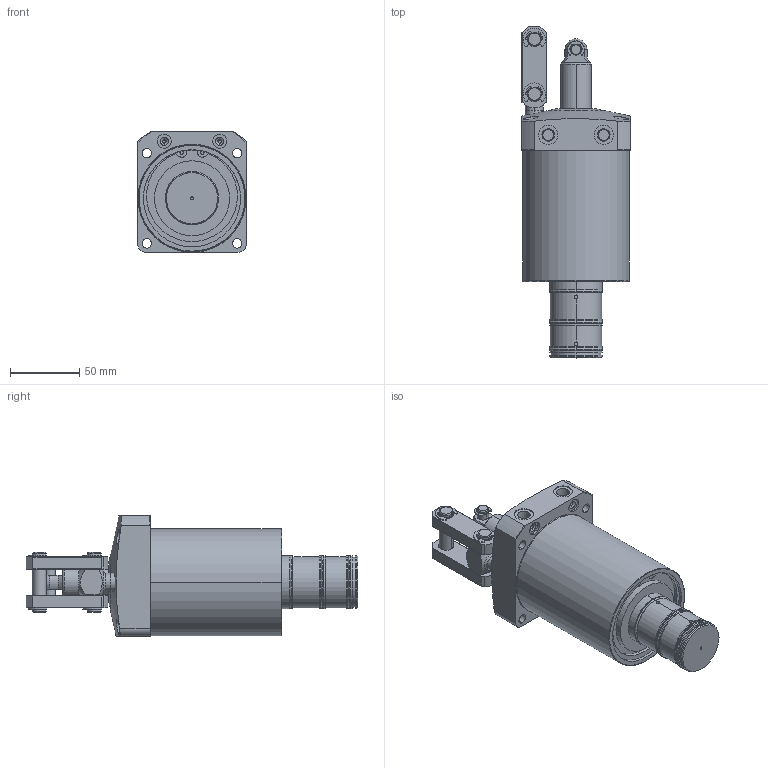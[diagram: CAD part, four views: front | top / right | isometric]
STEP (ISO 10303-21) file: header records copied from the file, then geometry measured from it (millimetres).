
FILE_DESCRIPTION (( 'STEP AP203' ), '1' );
FILE_NAME ('WCE4001-2ALM.STEP', '2019-09-24T06:51:34', ( '微软用户' ), ( '微软中国' ), 'SwSTEP 2.0', 'SolidWorks 2012', '' );
FILE_SCHEMA (( 'CONFIG_CONTROL_DESIGN' ));
Length unit declared in the file: millimetre
Products named in the file (10): WCE4001-2ALM; WCE4001-M_肵巍催獉; ETW-8; ETW-6; WCA0630_嵋裡葨凰_4WC100032-00; 4L51541-00咂搘2; 4L51540-00咂搘1; WCE4000_咂衝椳紕_; WCE4000_菛巍催獉; WCE4000_槭暌溱
Assembly tree (15 placements, depth 2):
  WCE4001-2ALM
    WCE4000_槭暌溱
    WCE4000_菛巍催獉
    WCE4000_咂衝椳紕_
    4L51540-00咂搘1
    4L51541-00咂搘2  x2
    WCA0630_嵋裡葨凰_4WC100032-00  x2
    ETW-6  x2
    ETW-8  x4
    WCE4001-M_肵巍催獉
Bounding box: 78 x 239 x 87 mm (x, y, z)
Volume: 693247.6 mm3; surface area: 85408.9 mm2
Topology: 18 solids, 19 shells, 538 faces, 1326 edges, 857 vertices
Faces by surface type: cylinder 294, plane 150, cone 67, bspline 27
Entity records: 13532 total; most frequent: CARTESIAN_POINT 3411, DIRECTION 2012, ORIENTED_EDGE 1776, EDGE_CURVE 888, AXIS2_PLACEMENT_3D 831, VERTEX_POINT 569, CIRCLE 468, EDGE_LOOP 429
